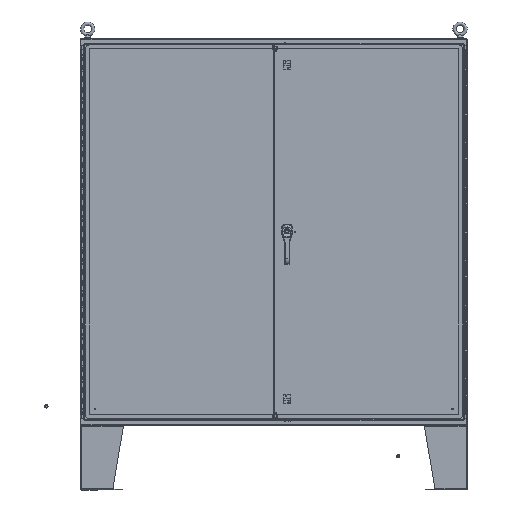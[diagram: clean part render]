
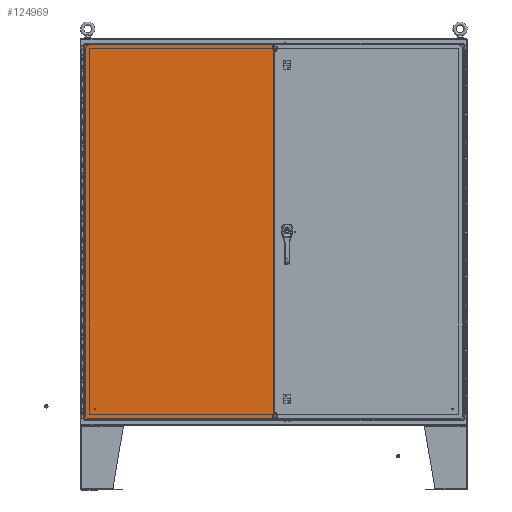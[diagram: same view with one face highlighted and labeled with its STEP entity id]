
A CAD part, top view. The second image highlights one B-rep face of the part: STEP entity #124969.
In plain terms, the highlighted planar face has unit normal (0, 0, 1).
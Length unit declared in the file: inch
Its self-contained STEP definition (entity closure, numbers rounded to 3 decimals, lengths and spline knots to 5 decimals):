
#162 = EDGE_CURVE ( 'NONE', #50971, #59686, #114136, .T. ) ;
#1733 = VECTOR ( 'NONE', #11756, 39.37008 ) ;
#3490 = DIRECTION ( 'NONE',  ( -1., 0., 0. ) ) ;
#6309 = AXIS2_PLACEMENT_3D ( 'NONE', #45854, #131284, #57824 ) ;
#8423 = ORIENTED_EDGE ( 'NONE', *, *, #88295, .F. ) ;
#8544 = DIRECTION ( 'NONE',  ( 0., -1., 0. ) ) ;
#10683 = CARTESIAN_POINT ( 'NONE',  ( 35.77147, 70.9376, 25.16033 ) ) ;
#10861 = EDGE_CURVE ( 'NONE', #93355, #11771, #70545, .T. ) ;
#11756 = DIRECTION ( 'NONE',  ( -1., 0., 0. ) ) ;
#11771 = VERTEX_POINT ( 'NONE', #28855 ) ;
#14602 = ORIENTED_EDGE ( 'NONE', *, *, #76338, .F. ) ;
#18166 = VECTOR ( 'NONE', #90963, 39.37008 ) ;
#19251 = CARTESIAN_POINT ( 'NONE',  ( 18.14647, 1.84355, 25.16033 ) ) ;
#20143 = CARTESIAN_POINT ( 'NONE',  ( 35.74002, 1.84355, 25.16033 ) ) ;
#20267 = ORIENTED_EDGE ( 'NONE', *, *, #74757, .F. ) ;
#22868 = CARTESIAN_POINT ( 'NONE',  ( 35.77147, 70.09385, 25.16033 ) ) ;
#24169 = VECTOR ( 'NONE', #124945, 39.37008 ) ;
#25973 = VECTOR ( 'NONE', #8544, 39.37008 ) ;
#28320 = EDGE_CURVE ( 'NONE', #29217, #115111, #96137, .T. ) ;
#28855 = CARTESIAN_POINT ( 'NONE',  ( 35.77147, 70.09405, 25.16033 ) ) ;
#29217 = VERTEX_POINT ( 'NONE', #135309 ) ;
#32874 = CARTESIAN_POINT ( 'NONE',  ( 18.14647, 70.09405, 25.16033 ) ) ;
#34101 = CARTESIAN_POINT ( 'NONE',  ( 35.74002, 70.09405, 25.16033 ) ) ;
#36113 = CARTESIAN_POINT ( 'NONE',  ( 35.74002, 1.84375, 25.16033 ) ) ;
#38078 = CARTESIAN_POINT ( 'NONE',  ( 35.74002, 1.84355, 25.16033 ) ) ;
#39619 = ORIENTED_EDGE ( 'NONE', *, *, #47730, .F. ) ;
#43257 = EDGE_CURVE ( 'NONE', #110467, #71362, #87665, .T. ) ;
#43520 = EDGE_CURVE ( 'NONE', #71614, #110467, #66309, .T. ) ;
#44310 = CARTESIAN_POINT ( 'NONE',  ( 0.64642, 35.9688, 25.16033 ) ) ;
#45854 = CARTESIAN_POINT ( 'NONE',  ( 18.14647, 35.9688, 25.16033 ) ) ;
#47730 = EDGE_CURVE ( 'NONE', #123589, #105192, #47904, .T. ) ;
#47904 = LINE ( 'NONE', #80393, #18166 ) ;
#50495 = VECTOR ( 'NONE', #133642, 39.37008 ) ;
#50971 = VERTEX_POINT ( 'NONE', #122197 ) ;
#51184 = LINE ( 'NONE', #32874, #1733 ) ;
#54216 = ORIENTED_EDGE ( 'NONE', *, *, #82331, .F. ) ;
#54500 = DIRECTION ( 'NONE',  ( 0., 1., 0. ) ) ;
#57824 = DIRECTION ( 'NONE',  ( 1., 0., 0. ) ) ;
#58224 = DIRECTION ( 'NONE',  ( 1., 0., 0. ) ) ;
#59655 = VECTOR ( 'NONE', #3490, 39.37008 ) ;
#59686 = VERTEX_POINT ( 'NONE', #113021 ) ;
#59927 = CARTESIAN_POINT ( 'NONE',  ( 35.74002, 70.09385, 25.16033 ) ) ;
#60923 = VECTOR ( 'NONE', #82261, 39.37008 ) ;
#61157 = CARTESIAN_POINT ( 'NONE',  ( 35.74002, 70.09385, 25.16033 ) ) ;
#61195 = CARTESIAN_POINT ( 'NONE',  ( 35.77147, 0.87505, 25.16033 ) ) ;
#61408 = CARTESIAN_POINT ( 'NONE',  ( 0.64642, 70.9376, 25.16033 ) ) ;
#61480 = CARTESIAN_POINT ( 'NONE',  ( 35.74022, 35.9688, 25.16033 ) ) ;
#66309 = LINE ( 'NONE', #22868, #59655 ) ;
#66984 = ORIENTED_EDGE ( 'NONE', *, *, #43520, .T. ) ;
#69121 = VERTEX_POINT ( 'NONE', #38078 ) ;
#70183 = VECTOR ( 'NONE', #72187, 39.37008 ) ;
#70545 = LINE ( 'NONE', #61195, #95053 ) ;
#71362 = VERTEX_POINT ( 'NONE', #34101 ) ;
#71614 = VERTEX_POINT ( 'NONE', #83682 ) ;
#72187 = DIRECTION ( 'NONE',  ( 0., 1., 0. ) ) ;
#73091 = ORIENTED_EDGE ( 'NONE', *, *, #43257, .T. ) ;
#73186 = VECTOR ( 'NONE', #54500, 39.37008 ) ;
#74757 = EDGE_CURVE ( 'NONE', #115111, #93355, #117822, .T. ) ;
#76338 = EDGE_CURVE ( 'NONE', #11771, #71362, #51184, .T. ) ;
#77748 = FACE_OUTER_BOUND ( 'NONE', #98147, .T. ) ;
#78108 = ORIENTED_EDGE ( 'NONE', *, *, #28320, .F. ) ;
#78908 = LINE ( 'NONE', #87562, #60923 ) ;
#79791 = ORIENTED_EDGE ( 'NONE', *, *, #133183, .T. ) ;
#80099 = LINE ( 'NONE', #19251, #24169 ) ;
#80393 = CARTESIAN_POINT ( 'NONE',  ( 35.77147, 0.87505, 25.16033 ) ) ;
#82261 = DIRECTION ( 'NONE',  ( -1., 0., 0. ) ) ;
#82331 = EDGE_CURVE ( 'NONE', #71614, #59686, #123039, .T. ) ;
#83493 = CARTESIAN_POINT ( 'NONE',  ( 35.77147, 1., 25.16033 ) ) ;
#83682 = CARTESIAN_POINT ( 'NONE',  ( 35.74022, 70.09385, 25.16033 ) ) ;
#86101 = VECTOR ( 'NONE', #134597, 39.37008 ) ;
#87562 = CARTESIAN_POINT ( 'NONE',  ( 18.14647, 1., 25.16033 ) ) ;
#87665 = LINE ( 'NONE', #61157, #86101 ) ;
#88295 = EDGE_CURVE ( 'NONE', #69121, #123589, #80099, .T. ) ;
#89866 = LINE ( 'NONE', #20143, #70183 ) ;
#90963 = DIRECTION ( 'NONE',  ( 0., -1., 0. ) ) ;
#91261 = ORIENTED_EDGE ( 'NONE', *, *, #10861, .F. ) ;
#92795 = DIRECTION ( 'NONE',  ( 0., -1., 0. ) ) ;
#93355 = VERTEX_POINT ( 'NONE', #10683 ) ;
#94355 = VECTOR ( 'NONE', #58224, 39.37008 ) ;
#95053 = VECTOR ( 'NONE', #92795, 39.37008 ) ;
#96137 = LINE ( 'NONE', #44310, #73186 ) ;
#98147 = EDGE_LOOP ( 'NONE', ( #79791, #101182, #54216, #66984, #73091, #14602, #91261, #20267, #78108, #124307, #39619, #8423 ) ) ;
#98466 = EDGE_CURVE ( 'NONE', #105192, #29217, #78908, .T. ) ;
#101182 = ORIENTED_EDGE ( 'NONE', *, *, #162, .T. ) ;
#101930 = CARTESIAN_POINT ( 'NONE',  ( 18.14647, 70.9376, 25.16033 ) ) ;
#105192 = VERTEX_POINT ( 'NONE', #83493 ) ;
#110467 = VERTEX_POINT ( 'NONE', #59927 ) ;
#113021 = CARTESIAN_POINT ( 'NONE',  ( 35.74022, 1.84375, 25.16033 ) ) ;
#114136 = LINE ( 'NONE', #36113, #94355 ) ;
#115111 = VERTEX_POINT ( 'NONE', #61408 ) ;
#117822 = LINE ( 'NONE', #101930, #50495 ) ;
#117970 = PLANE ( 'NONE',  #6309 ) ;
#118743 = CARTESIAN_POINT ( 'NONE',  ( 35.77147, 1.84355, 25.16033 ) ) ;
#122197 = CARTESIAN_POINT ( 'NONE',  ( 35.74002, 1.84375, 25.16033 ) ) ;
#123039 = LINE ( 'NONE', #61480, #25973 ) ;
#123589 = VERTEX_POINT ( 'NONE', #118743 ) ;
#124307 = ORIENTED_EDGE ( 'NONE', *, *, #98466, .F. ) ;
#124945 = DIRECTION ( 'NONE',  ( 1., 0., 0. ) ) ;
#124969 = ADVANCED_FACE ( 'NONE', ( #77748 ), #117970, .F. ) ;
#131284 = DIRECTION ( 'NONE',  ( 0., 0., -1. ) ) ;
#133183 = EDGE_CURVE ( 'NONE', #69121, #50971, #89866, .T. ) ;
#133642 = DIRECTION ( 'NONE',  ( 1., 0., 0. ) ) ;
#134597 = DIRECTION ( 'NONE',  ( 0., 1., 0. ) ) ;
#135309 = CARTESIAN_POINT ( 'NONE',  ( 0.64642, 1., 25.16033 ) ) ;
